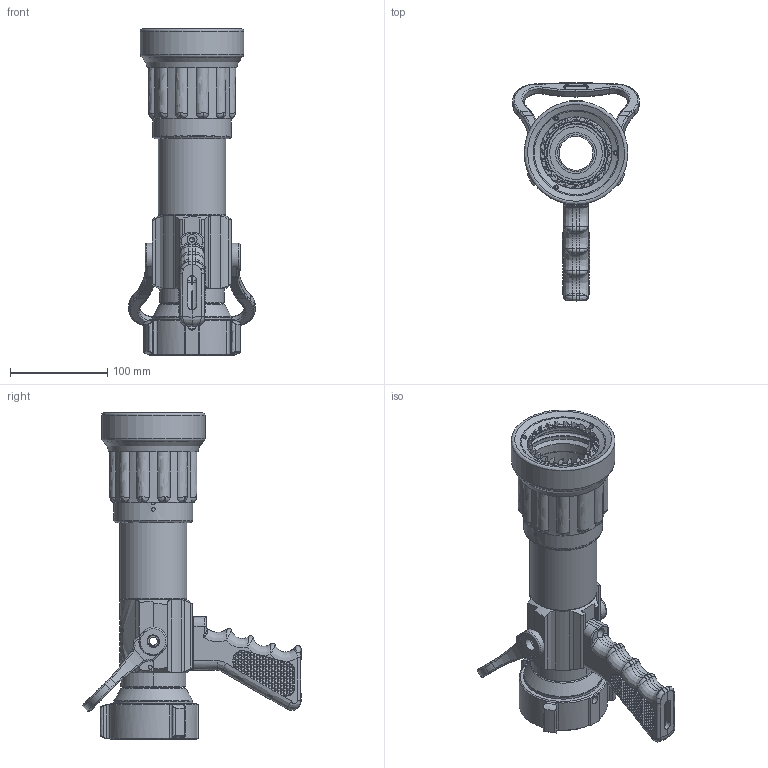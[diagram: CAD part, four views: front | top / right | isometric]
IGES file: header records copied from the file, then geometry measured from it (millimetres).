
Global section: file name: DSM-30-FG_4081448_Oshkosh.igs; preprocessor: I-DEAS 3D IGES Translator 15; date: 20130703.175704; units: inch
Bounding box: 129.78 x 223.83 x 335.35 mm (x, y, z)
Volume: 804037.6 mm3; surface area: 307590.7 mm2
Topology: 11 solids, 11 shells, 3112 faces, 6434 edges, 3387 vertices
Faces by surface type: bspline 3112
